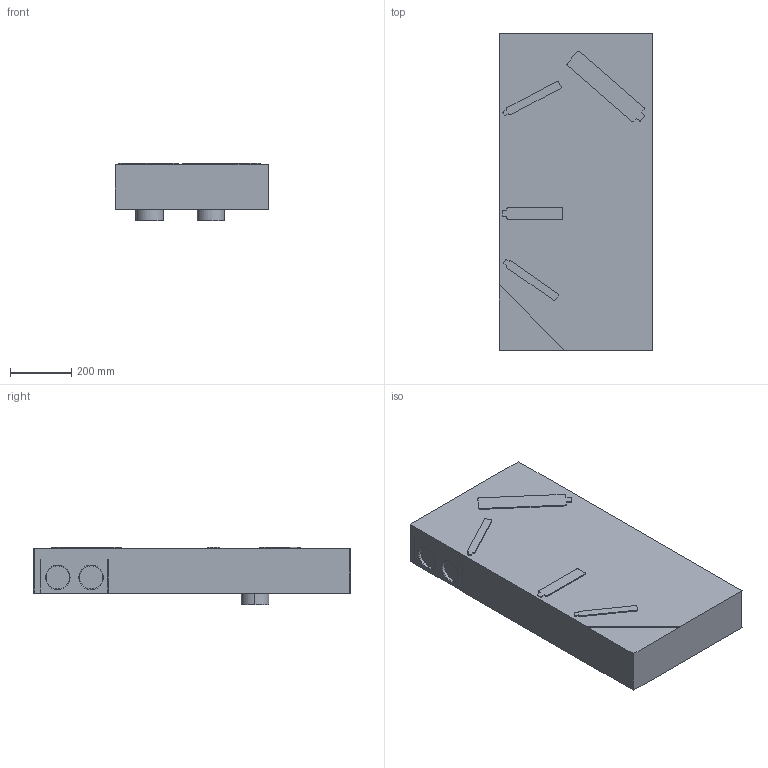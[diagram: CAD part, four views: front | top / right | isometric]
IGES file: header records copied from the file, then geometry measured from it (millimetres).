
Start section: Elysium IGES Interface
Global section: file name: 116HWS-75-Powerbox-H_vereinfacht.igs; native system: PTC Creo Elements/Direct Modeling 19.0C  15-Aug-2015; preprocessor: Creo Element/Direct IGES_3D V2.2; author: Unknown; organization: Unknown; date: 20200630.094642; units: millimetre
Bounding box: 503 x 1035 x 188.6 mm (x, y, z)
Volume: 76322056.5 mm3; surface area: 1595032.3 mm2
Topology: 1 solids, 1 shells, 195 faces, 506 edges, 336 vertices
Faces by surface type: bspline 195
